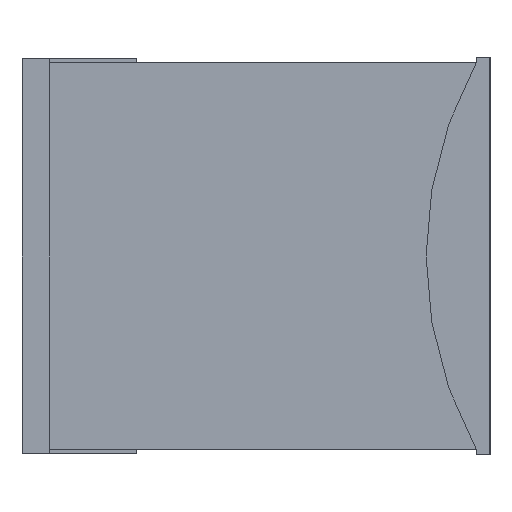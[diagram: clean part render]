
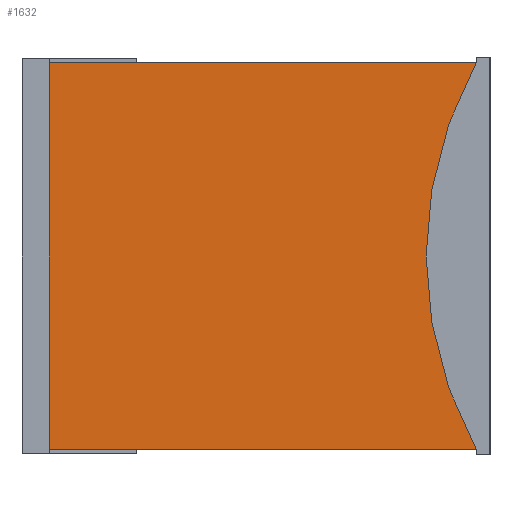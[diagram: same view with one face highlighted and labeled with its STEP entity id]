
A CAD part, left-side view. The second image highlights one B-rep face of the part: STEP entity #1632.
In plain terms, the highlighted planar face has unit normal (-1, 0, 0).
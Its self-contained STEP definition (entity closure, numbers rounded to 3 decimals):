
#38 = CARTESIAN_POINT ( 'NONE',  ( -0.8, 0.81, 0.355 ) ) ;
#208 = CARTESIAN_POINT ( 'NONE',  ( -0.8, 0.81, -0.355 ) ) ;
#266 = CARTESIAN_POINT ( 'NONE',  ( -0.8, -0.611, 0. ) ) ;
#291 = CARTESIAN_POINT ( 'NONE',  ( -0.8, 0.025, -0.355 ) ) ;
#344 = LINE ( 'NONE', #1756, #1305 ) ;
#408 = DIRECTION ( 'NONE',  ( 0., 1., 0. ) ) ;
#447 = EDGE_CURVE ( 'NONE', #1888, #468, #1873, .T. ) ;
#468 = VERTEX_POINT ( 'NONE', #291 ) ;
#476 = EDGE_CURVE ( 'NONE', #1623, #841, #344, .T. ) ;
#578 = AXIS2_PLACEMENT_3D ( 'NONE', #2538, #1490, #1666 ) ;
#588 = CARTESIAN_POINT ( 'NONE',  ( -0.8, 0.81, 0.355 ) ) ;
#595 = CARTESIAN_POINT ( 'NONE',  ( -0.8, 0.81, -0.355 ) ) ;
#841 = VERTEX_POINT ( 'NONE', #208 ) ;
#852 = ORIENTED_EDGE ( 'NONE', *, *, #476, .T. ) ;
#926 = ORIENTED_EDGE ( 'NONE', *, *, #447, .F. ) ;
#1128 = EDGE_CURVE ( 'NONE', #841, #468, #2017, .T. ) ;
#1254 = ORIENTED_EDGE ( 'NONE', *, *, #1128, .T. ) ;
#1256 = DIRECTION ( 'NONE',  ( 0., 0., -1. ) ) ;
#1305 = VECTOR ( 'NONE', #1743, 1000. ) ;
#1376 = EDGE_LOOP ( 'NONE', ( #1637, #852, #1254, #926 ) ) ;
#1479 = FACE_OUTER_BOUND ( 'NONE', #1376, .T. ) ;
#1490 = DIRECTION ( 'NONE',  ( 1., 0., 0. ) ) ;
#1495 = DIRECTION ( 'NONE',  ( -1., 0., 0. ) ) ;
#1609 = LINE ( 'NONE', #588, #1916 ) ;
#1623 = VERTEX_POINT ( 'NONE', #38 ) ;
#1632 = ADVANCED_FACE ( 'NONE', ( #1479 ), #2314, .F. ) ;
#1637 = ORIENTED_EDGE ( 'NONE', *, *, #1847, .T. ) ;
#1666 = DIRECTION ( 'NONE',  ( 0., 0., -1. ) ) ;
#1743 = DIRECTION ( 'NONE',  ( 0., 0., -1. ) ) ;
#1756 = CARTESIAN_POINT ( 'NONE',  ( -0.8, 0.81, 0. ) ) ;
#1847 = EDGE_CURVE ( 'NONE', #1888, #1623, #1609, .T. ) ;
#1873 = CIRCLE ( 'NONE', #2170, 0.728 ) ;
#1888 = VERTEX_POINT ( 'NONE', #2224 ) ;
#1916 = VECTOR ( 'NONE', #408, 1000. ) ;
#1988 = DIRECTION ( 'NONE',  ( 0., -1., 0. ) ) ;
#2017 = LINE ( 'NONE', #595, #2616 ) ;
#2170 = AXIS2_PLACEMENT_3D ( 'NONE', #266, #1495, #1256 ) ;
#2224 = CARTESIAN_POINT ( 'NONE',  ( -0.8, 0.025, 0.355 ) ) ;
#2314 = PLANE ( 'NONE',  #578 ) ;
#2538 = CARTESIAN_POINT ( 'NONE',  ( -0.8, 0.81, -0.355 ) ) ;
#2616 = VECTOR ( 'NONE', #1988, 1000. ) ;
